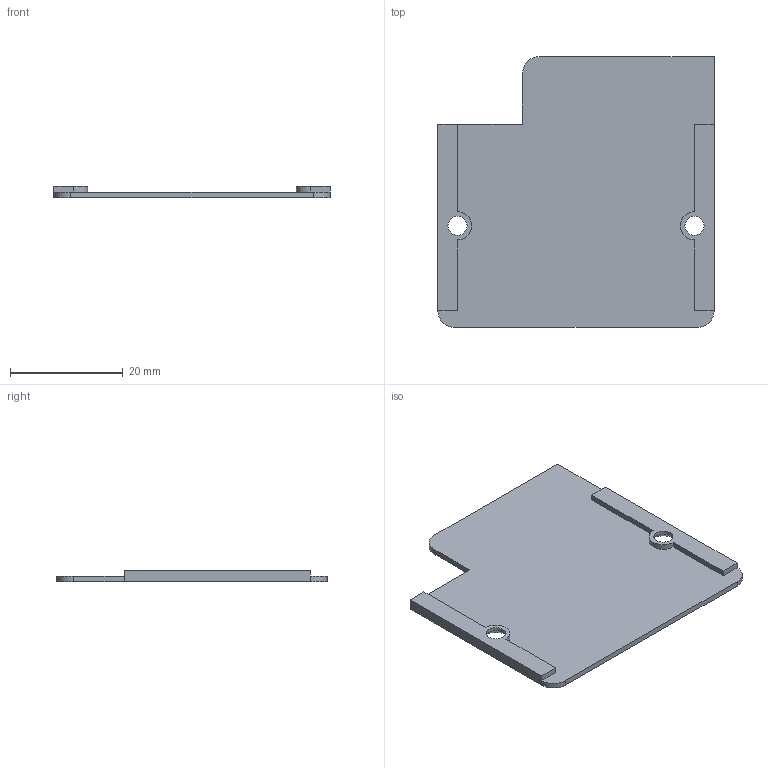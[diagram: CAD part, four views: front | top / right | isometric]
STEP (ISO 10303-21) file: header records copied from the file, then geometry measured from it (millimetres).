
FILE_DESCRIPTION(('FreeCAD Model'),'2;1');
FILE_NAME('Open CASCADE Shape Model','2025-10-11T17:55:11',(''),(''), 'Open CASCADE STEP processor 7.8','FreeCAD','Unknown');
FILE_SCHEMA(('AUTOMOTIVE_DESIGN { 1 0 10303 214 1 1 1 1 }'));
Length unit declared in the file: millimetre
Products named in the file (1): PCBCover
Bounding box: 49 x 48 x 2 mm (x, y, z)
Volume: 2355.9 mm3; surface area: 4668.5 mm2
Topology: 1 solids, 1 shells, 26 faces, 68 edges, 44 vertices
Faces by surface type: plane 17, cylinder 7, cone 2
Full cylindrical faces by diameter (mm): 3.4 x2
Entity records: 828 total; most frequent: CARTESIAN_POINT 139, DIRECTION 138, ORIENTED_EDGE 136, EDGE_CURVE 68, LINE 52, VECTOR 52, VERTEX_POINT 44, AXIS2_PLACEMENT_3D 43
